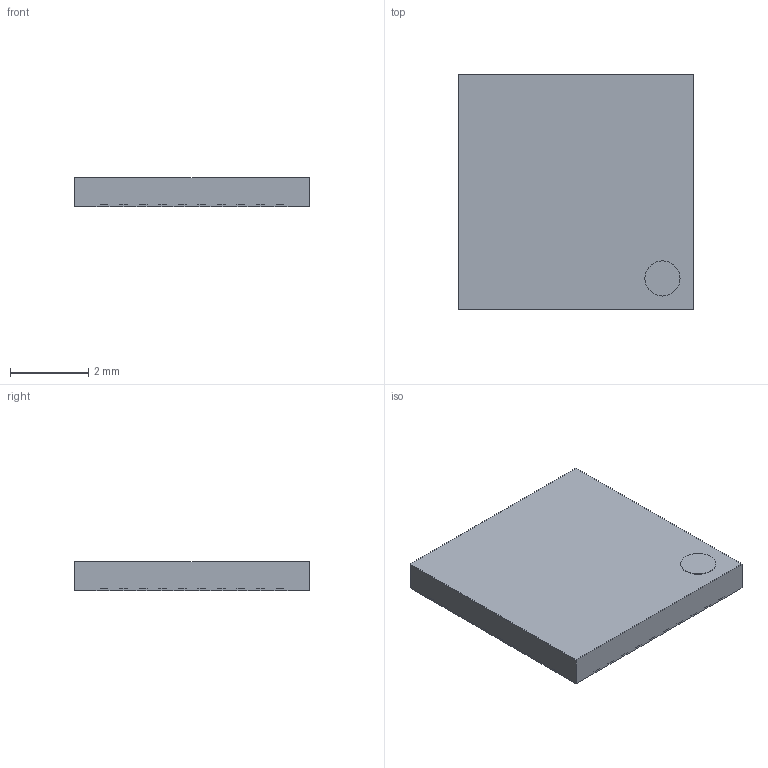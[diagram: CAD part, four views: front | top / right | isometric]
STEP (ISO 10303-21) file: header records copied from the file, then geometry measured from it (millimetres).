
FILE_DESCRIPTION(/* description */ (''),/* implementation_level */ '2;1');
FILE_NAME(/* name */ 'QFN40.step',/* time_stamp */ '2020-01-28T00:54:26-08:00',/* author */ (''),/* organization */ (''),/* preprocessor_version */ 'ST-DEVELOPER v18',/* originating_system */ 'Autodesk Translation Framework v8.12.0.6',/* authorisation */ '');
FILE_SCHEMA (('AUTOMOTIVE_DESIGN { 1 0 10303 214 3 1 1 }'));
Length unit declared in the file: millimetre
Products named in the file (4): QFN40; 零部件1; 零部件2; 零部件3
Assembly tree (3 placements, depth 2):
  QFN40
    零部件1
    零部件2
    零部件3
Bounding box: 6 x 6 x 0.76 mm (x, y, z)
Volume: 27 mm3; surface area: 141.6 mm2
Topology: 43 solids, 43 shells, 428 faces, 1025 edges, 684 vertices
Faces by surface type: plane 339, cylinder 89
Full cylindrical faces by diameter (mm): 0.9 x1
Entity records: 12433 total; most frequent: CARTESIAN_POINT 2145, DIRECTION 2077, ORIENTED_EDGE 2050, EDGE_CURVE 1025, LINE 845, VECTOR 845, VERTEX_POINT 684, AXIS2_PLACEMENT_3D 616
